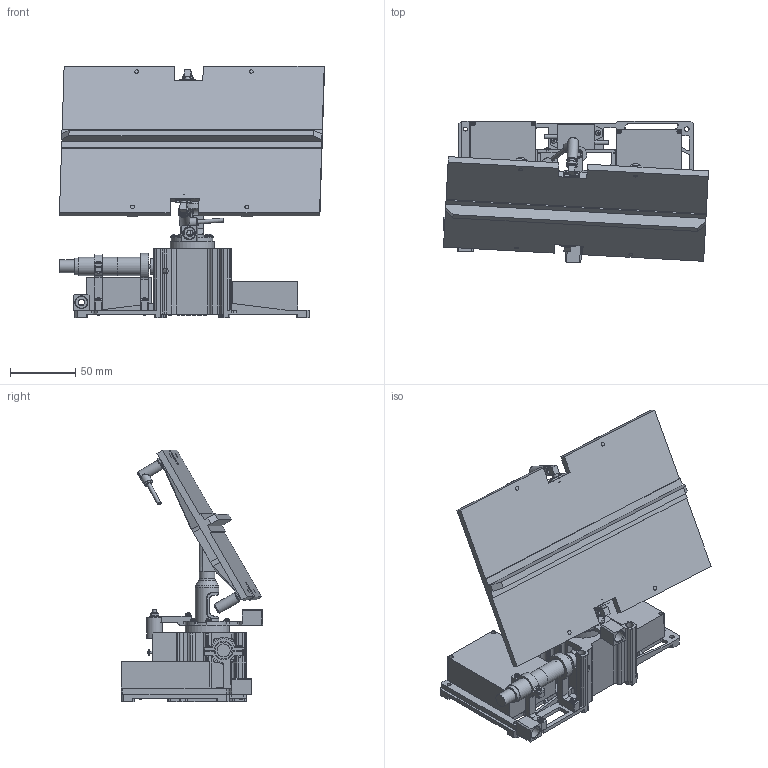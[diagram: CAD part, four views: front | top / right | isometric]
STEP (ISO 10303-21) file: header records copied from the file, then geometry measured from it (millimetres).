
FILE_DESCRIPTION(/* description */ (''),/* implementation_level */ '2;1');
FILE_NAME(/* name */ 'ku波段微小型SAR.stp',/* time_stamp */ '2017-08-08T15:19:22+08:00',/* author */ ('zzx'),/* organization */ (''),/* preprocessor_version */ 'ST-DEVELOPER v16.1',/* originating_system */ 'Autodesk Inventor 2016',/* authorisation */ '');
FILE_SCHEMA (('AUTOMOTIVE_DESIGN { 1 0 10303 214 3 1 1 }'));
Length unit declared in the file: millimetre
Products named in the file (42): 精密转台基座1; 天线; 转轴; 固定支架; 微型直流电机; 行星减速箱; 编码器MR; maxon电机组件; 电机座; 直流电源滤波器; SSMA-KWFD2; SSMA-KWFD2-CT; SM8-31010NA  霍尔开关; 磁铁; 磁铁拨杆; hex nuts, style 1-grades ab gb; 电机座2; 磁铁护套; 绝对值编码器; 激光激发器安装台; 激光激发器安装台2; 电机座2-压盖; plain washers-n series-grade a gb; spring lock washers--normal type gb; plain washers-n series-grade a gb_GB_FASTENER_WASHER_PWNA 3; spring lock washers--normal type gb_GB_FASTENER_WASHER_SW 3; cross recessed countersunk head screws gb1; spring lock washers--normal type gb_PreviewCfg; plain washers-n series-grade a gb_GB_FASTENER_WASHER_PWNA 1.6; cross recessed countersunk head screws gb1_GB_CROSS_SCREWS_TYPE4 M2X8
-6.8  H type-N; 蜗轮下盖板; cross recessed pan head screws gb; cross recessed pan head screws gb_GB_CROSS_SCREWS_TYPE1 M2X12-12  H t
ype-N; cross recessed pan head screws gb_GB_CROSS_SCREWS_TYPE1 M2X6-6  H typ
e-N; cross recessed pan head screws gb_GB_CROSS_SCREWS_TYPE1 M1.6X8-8  H t
ype-N; cross recessed pan head screws gb_GB_CROSS_SCREWS_TYPE1 M3X8-8  H typ
e-N; 联轴器; 平垫 Φ2; 弹垫 Φ2; 零件1 ...
Assembly tree (118 placements, depth 3):
  ku波段微小型SAR
    精密转台基座1
    天线
    转轴
    固定支架
    maxon电机组件
      微型直流电机
      行星减速箱
      编码器MR
    电机座
    直流电源滤波器
    SSMA-KWFD2  x2
    SSMA-KWFD2-CT  x2
    SM8-31010NA  霍尔开关
    磁铁
    磁铁拨杆
    hex nuts, style 1-grades ab gb
    电机座2
    磁铁护套
    绝对值编码器
    激光激发器安装台
    激光激发器安装台2
    电机座2-压盖
    plain washers-n series-grade a gb  x6
    spring lock washers--normal type gb  x17
    plain washers-n series-grade a gb_GB_FASTENER_WASHER_PWNA 3  x8
    spring lock washers--normal type gb_GB_FASTENER_WASHER_SW 3  x8
    cross recessed countersunk head screws gb1
    spring lock washers--normal type gb_PreviewCfg  x11
    plain washers-n series-grade a gb_GB_FASTENER_WASHER_PWNA 1.6  x2
    cross recessed countersunk head screws gb1_GB_CROSS_SCREWS_TYPE4 M2X8
-6.8  H type-N  x3
    蜗轮下盖板
    cross recessed pan head screws gb  x9
    cross recessed pan head screws gb_GB_CROSS_SCREWS_TYPE1 M2X12-12  H t
ype-N  x3
    cross recessed pan head screws gb_GB_CROSS_SCREWS_TYPE1 M2X6-6  H typ
e-N  x9
    cross recessed pan head screws gb_GB_CROSS_SCREWS_TYPE1 M1.6X8-8  H t
ype-N  x2
    cross recessed pan head screws gb_GB_CROSS_SCREWS_TYPE1 M3X8-8  H typ
e-N  x8
    联轴器
    平垫 Φ2  x2
    弹垫 Φ2
    零件1
    零件2
Bounding box: 203.5 x 108.76 x 193.37 mm (x, y, z)
Volume: 491757.4 mm3; surface area: 199792.6 mm2
Topology: 119 solids, 119 shells, 2221 faces, 5546 edges, 3677 vertices
Faces by surface type: plane 1302, cylinder 808, cone 58, sphere 31, bspline 14, torus 8
Full cylindrical faces by diameter (mm): 1.25 x9, 1.6 x22, 1.7 x2, 2 x29, 2.05 x4, 2.1 x3, 2.2 x8, 2.35 x18, 2.4 x5, 2.459 x1, 2.5 x6, 2.7 x4, 2.9 x4, 3 x35, 3.2 x19, 3.35 x18, 3.4 x18, 3.5 x9, 4 x25, 4.1 x4, 4.2 x11, 4.5 x1, 5 x22, 5.2 x1, 5.6 x8, 5.8 x1, 6 x7, 6.5 x2, 6.938 x2, 7 x9
Entity records: 42904 total; most frequent: CARTESIAN_POINT 8581, DIRECTION 7246, ORIENTED_EDGE 6354, EDGE_CURVE 3177, AXIS2_PLACEMENT_3D 2699, VERTEX_POINT 2229, LINE 1848, VECTOR 1848
